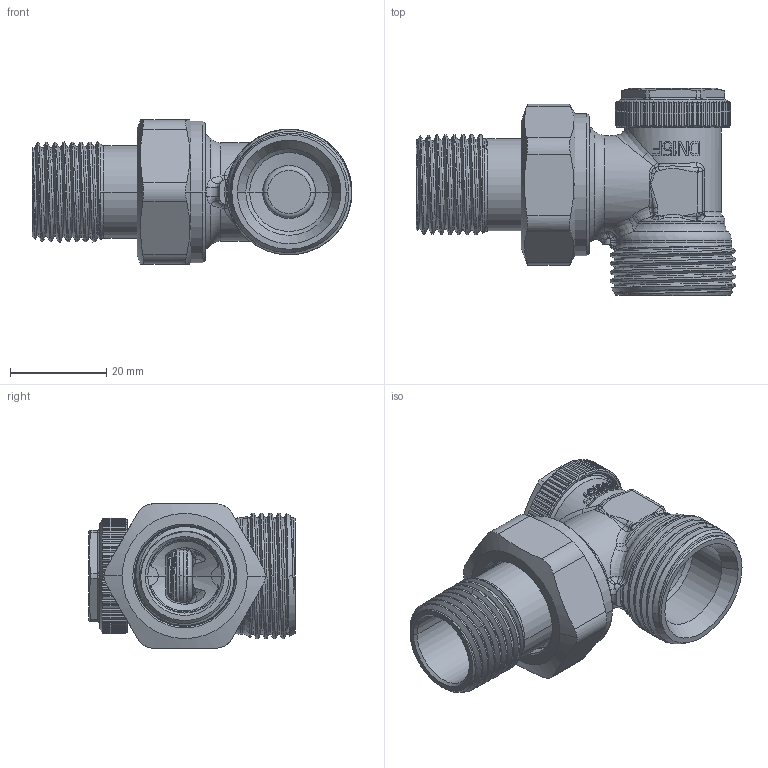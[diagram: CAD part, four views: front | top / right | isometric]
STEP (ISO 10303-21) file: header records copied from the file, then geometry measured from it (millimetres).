
FILE_DESCRIPTION((''),'2;1');
FILE_NAME('0333-02-000-GEWINDE_SW0001','2016-10-26T',('marann'),(''),'PRO/ENGINEER BY PARAMETRIC TECHNOLOGY CORPORATION, 2011490','PRO/ENGINEER BY PARAMETRIC TECHNOLOGY CORPORATION, 2011490','');
FILE_SCHEMA(('CONFIG_CONTROL_DESIGN'));
Products named in the file (1): 0333-02-000-GEWINDE_SW0001
Bounding box: 66.45 x 43 x 30 mm (x, y, z)
Volume: 21438 mm3; surface area: 18260.3 mm2
Topology: 1 solids, 1 shells, 880 faces, 2351 edges, 1486 vertices
Faces by surface type: plane 316, cylinder 228, bspline 159, cone 96, torus 79, sphere 2
Entity records: 51035 total; most frequent: CARTESIAN_POINT 31062, ORIENTED_EDGE 4694, DIRECTION 3509, EDGE_CURVE 2347, VERTEX_POINT 1486, AXIS2_PLACEMENT_3D 1418, B_SPLINE_CURVE_WITH_KNOTS 977, EDGE_LOOP 903
